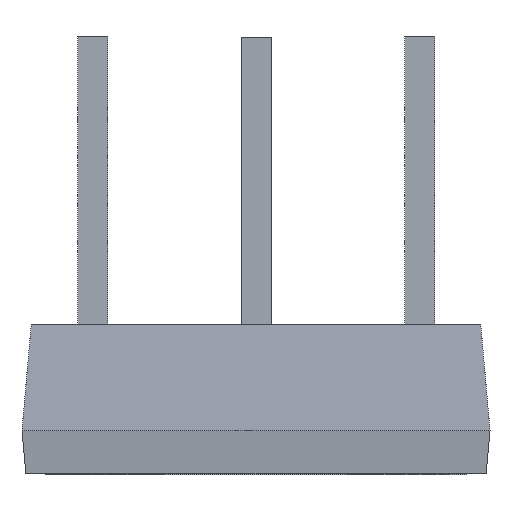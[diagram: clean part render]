
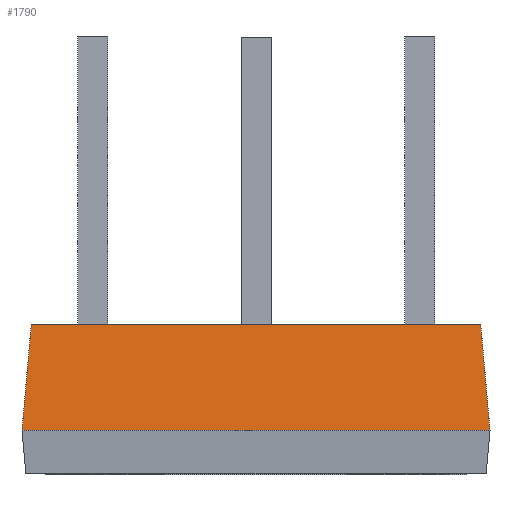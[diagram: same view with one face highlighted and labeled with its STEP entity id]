
A CAD part, left-side view. The second image highlights one B-rep face of the part: STEP entity #1790.
In plain terms, the highlighted planar face has unit normal (-0.996, 0, 0.087).
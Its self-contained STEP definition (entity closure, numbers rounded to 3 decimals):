
#125=FACE_OUTER_BOUND('',#230,.T.);
#230=EDGE_LOOP('',(#1295,#1296,#1297,#1298));
#355=LINE('',#2662,#554);
#403=LINE('',#2816,#602);
#404=LINE('',#2818,#603);
#405=LINE('',#2819,#604);
#554=VECTOR('',#2129,1.);
#602=VECTOR('',#2231,1.);
#603=VECTOR('',#2234,1.);
#604=VECTOR('',#2235,1.);
#752=VERTEX_POINT('',#2659);
#753=VERTEX_POINT('',#2661);
#779=VERTEX_POINT('',#2739);
#806=VERTEX_POINT('',#2796);
#933=EDGE_CURVE('',#752,#753,#355,.T.);
#999=EDGE_CURVE('',#806,#752,#403,.T.);
#1000=EDGE_CURVE('',#806,#779,#404,.T.);
#1001=EDGE_CURVE('',#779,#753,#405,.T.);
#1295=ORIENTED_EDGE('',*,*,#1000,.T.);
#1296=ORIENTED_EDGE('',*,*,#1001,.T.);
#1297=ORIENTED_EDGE('',*,*,#933,.F.);
#1298=ORIENTED_EDGE('',*,*,#999,.F.);
#1648=PLANE('',#1927);
#1790=ADVANCED_FACE('',(#125),#1648,.T.);
#1927=AXIS2_PLACEMENT_3D('',#2817,#2232,#2233);
#2129=DIRECTION('',(0.,-1.,0.));
#2231=DIRECTION('',(0.087,-0.087,0.992));
#2232=DIRECTION('center_axis',(-0.996,0.,0.087));
#2233=DIRECTION('ref_axis',(0.,-1.,0.));
#2234=DIRECTION('',(0.,-1.,0.));
#2235=DIRECTION('',(0.087,0.087,0.992));
#2659=CARTESIAN_POINT('',(-4.994,7.494,5.));
#2661=CARTESIAN_POINT('',(-4.994,-7.494,5.));
#2662=CARTESIAN_POINT('',(-4.994,7.494,5.));
#2739=CARTESIAN_POINT('',(-5.3,-7.8,1.5));
#2796=CARTESIAN_POINT('',(-5.3,7.8,1.5));
#2816=CARTESIAN_POINT('',(-5.3,7.8,1.5));
#2817=CARTESIAN_POINT('Origin',(-5.3,7.8,1.5));
#2818=CARTESIAN_POINT('',(-5.3,7.8,1.5));
#2819=CARTESIAN_POINT('',(-5.3,-7.8,1.5));
